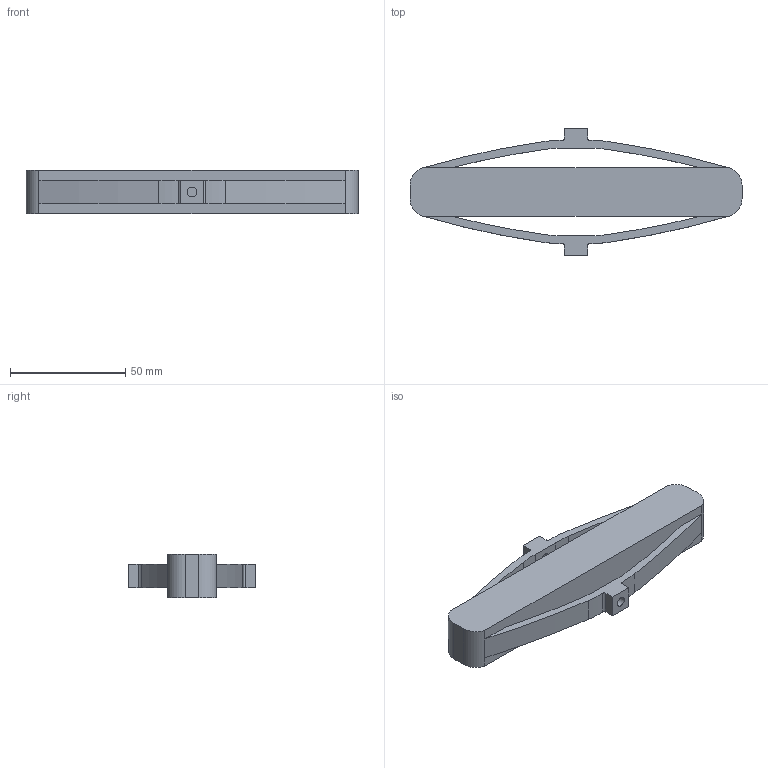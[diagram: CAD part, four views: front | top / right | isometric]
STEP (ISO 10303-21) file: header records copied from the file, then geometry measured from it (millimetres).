
FILE_DESCRIPTION (( 'STEP AP214' ), '1' );
FILE_NAME ('000666-ICD-02.STEP', '2023-11-20T10:47:17', ( '' ), ( '' ), 'SwSTEP 2.0', 'SolidWorks 2021', '' );
FILE_SCHEMA (( 'AUTOMOTIVE_DESIGN' ));
Length unit declared in the file: millimetre
Products named in the file (2): 000914; 000666-ICD-02
Assembly tree (1 placements, depth 2):
  000666-ICD-02
    000914
Bounding box: 144.13 x 55 x 19 mm (x, y, z)
Volume: 65714 mm3; surface area: 18620.4 mm2
Topology: 1 solids, 1 shells, 44 faces, 130 edges, 84 vertices
Faces by surface type: cylinder 26, plane 18
Full cylindrical faces by diameter (mm): 4.2 x2
Entity records: 1576 total; most frequent: DIRECTION 276, CARTESIAN_POINT 260, ORIENTED_EDGE 256, EDGE_CURVE 128, AXIS2_PLACEMENT_3D 100, VERTEX_POINT 84, LINE 76, VECTOR 76
